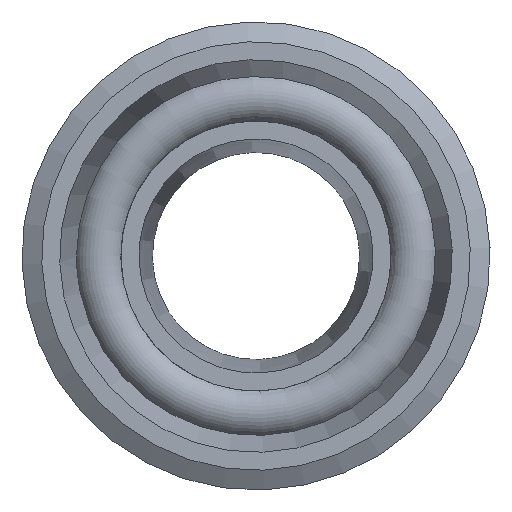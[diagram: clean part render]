
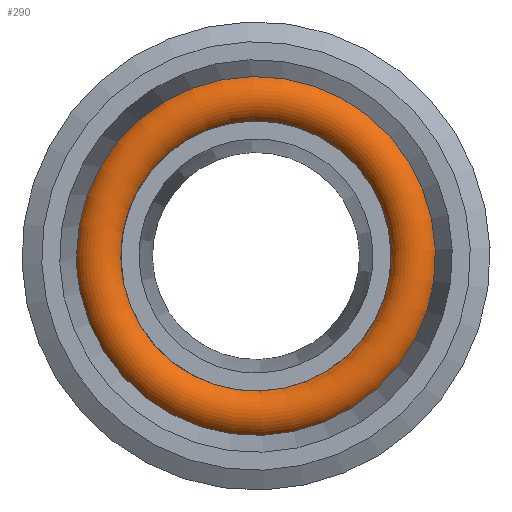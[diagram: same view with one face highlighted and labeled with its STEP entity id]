
A CAD part, left-side view. The second image highlights one B-rep face of the part: STEP entity #290.
In plain terms, the highlighted toroidal (fillet/blend) face has major radius 17.5 mm and minor radius 2.8 mm.
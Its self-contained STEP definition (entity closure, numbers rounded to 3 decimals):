
#37=FACE_BOUND('',#88,.T.);
#62=FACE_OUTER_BOUND('',#87,.T.);
#87=EDGE_LOOP('',(#212));
#88=EDGE_LOOP('',(#213));
#137=CIRCLE('',#318,15.);
#138=CIRCLE('',#319,19.926);
#162=VERTEX_POINT('',#471);
#163=VERTEX_POINT('',#473);
#187=EDGE_CURVE('',#162,#162,#137,.T.);
#188=EDGE_CURVE('',#163,#163,#138,.T.);
#212=ORIENTED_EDGE('',*,*,#187,.F.);
#213=ORIENTED_EDGE('',*,*,#188,.F.);
#262=TOROIDAL_SURFACE('',#317,17.5,2.8);
#290=ADVANCED_FACE('',(#62,#37),#262,.T.);
#317=AXIS2_PLACEMENT_3D('',#470,#369,#370);
#318=AXIS2_PLACEMENT_3D('',#472,#371,#372);
#319=AXIS2_PLACEMENT_3D('',#474,#373,#374);
#369=DIRECTION('center_axis',(1.,0.,0.));
#370=DIRECTION('ref_axis',(0.,0.,-1.));
#371=DIRECTION('center_axis',(-1.,0.,0.));
#372=DIRECTION('ref_axis',(0.,0.978,-0.209));
#373=DIRECTION('center_axis',(1.,0.,0.));
#374=DIRECTION('ref_axis',(0.,0.978,-0.209));
#470=CARTESIAN_POINT('Origin',(-79.7,0.,0.));
#471=CARTESIAN_POINT('',(-80.961,15.,0.));
#472=CARTESIAN_POINT('Origin',(-80.961,0.,
0.));
#473=CARTESIAN_POINT('',(-81.097,-19.488,4.156));
#474=CARTESIAN_POINT('Origin',(-81.097,0.,
0.));
